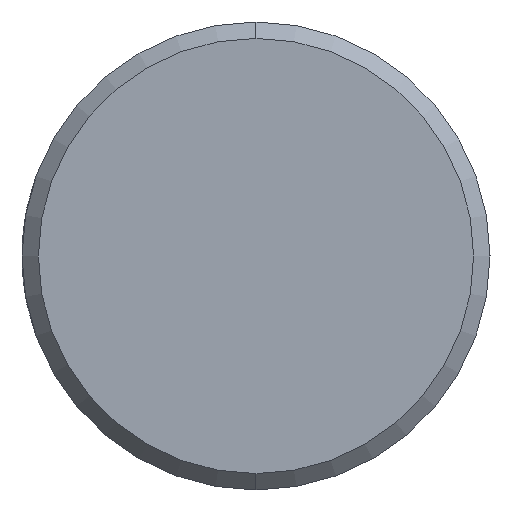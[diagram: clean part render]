
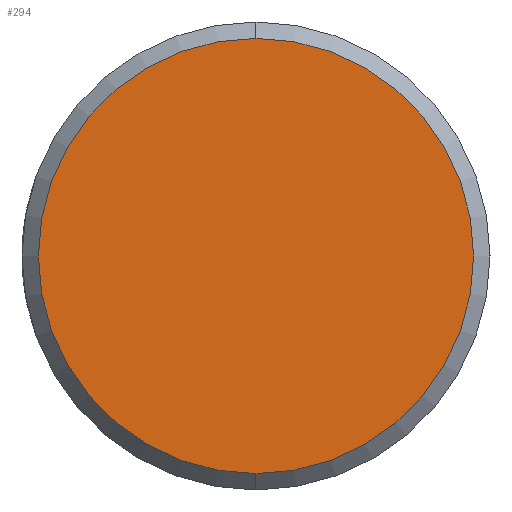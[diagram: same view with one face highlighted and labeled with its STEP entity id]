
A CAD part, left-side view. The second image highlights one B-rep face of the part: STEP entity #294.
In plain terms, the highlighted planar face has unit normal (-1, 0, 0).
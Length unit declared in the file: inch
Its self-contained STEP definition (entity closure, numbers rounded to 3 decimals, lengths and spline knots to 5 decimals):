
#28 = DIRECTION ( 'NONE',  ( -1., 0., 0. ) ) ;
#58 = CARTESIAN_POINT ( 'NONE',  ( 0., 0., 0. ) ) ;
#72 = FACE_OUTER_BOUND ( 'NONE', #469, .T. ) ;
#76 = DIRECTION ( 'NONE',  ( 0., 0., 1. ) ) ;
#91 = PLANE ( 'NONE',  #1152 ) ;
#141 = VERTEX_POINT ( 'NONE', #261 ) ;
#159 = ORIENTED_EDGE ( 'NONE', *, *, #1489, .T. ) ;
#167 = ORIENTED_EDGE ( 'NONE', *, *, #1184, .T. ) ;
#219 = DIRECTION ( 'NONE',  ( 0., 0., 1. ) ) ;
#222 = DIRECTION ( 'NONE',  ( -1., 0., 0. ) ) ;
#229 = CARTESIAN_POINT ( 'NONE',  ( 0., 0., 0. ) ) ;
#261 = CARTESIAN_POINT ( 'NONE',  ( 0., 0., -0.52323 ) ) ;
#294 = ADVANCED_FACE ( 'NONE', ( #72 ), #91, .T. ) ;
#384 = DIRECTION ( 'NONE',  ( 0., 0., 1. ) ) ;
#399 = DIRECTION ( 'NONE',  ( -1., 0., 0. ) ) ;
#402 = CARTESIAN_POINT ( 'NONE',  ( 0., 0., 0. ) ) ;
#469 = EDGE_LOOP ( 'NONE', ( #159, #167 ) ) ;
#547 = CARTESIAN_POINT ( 'NONE',  ( 0., 0., 0.52323 ) ) ;
#678 = AXIS2_PLACEMENT_3D ( 'NONE', #402, #399, #384 ) ;
#969 = AXIS2_PLACEMENT_3D ( 'NONE', #229, #222, #219 ) ;
#1136 = CIRCLE ( 'NONE', #969, 0.52323 ) ;
#1152 = AXIS2_PLACEMENT_3D ( 'NONE', #58, #28, #76 ) ;
#1184 = EDGE_CURVE ( 'NONE', #1537, #141, #1136, .T. ) ;
#1362 = CIRCLE ( 'NONE', #678, 0.52323 ) ;
#1489 = EDGE_CURVE ( 'NONE', #141, #1537, #1362, .T. ) ;
#1537 = VERTEX_POINT ( 'NONE', #547 ) ;
